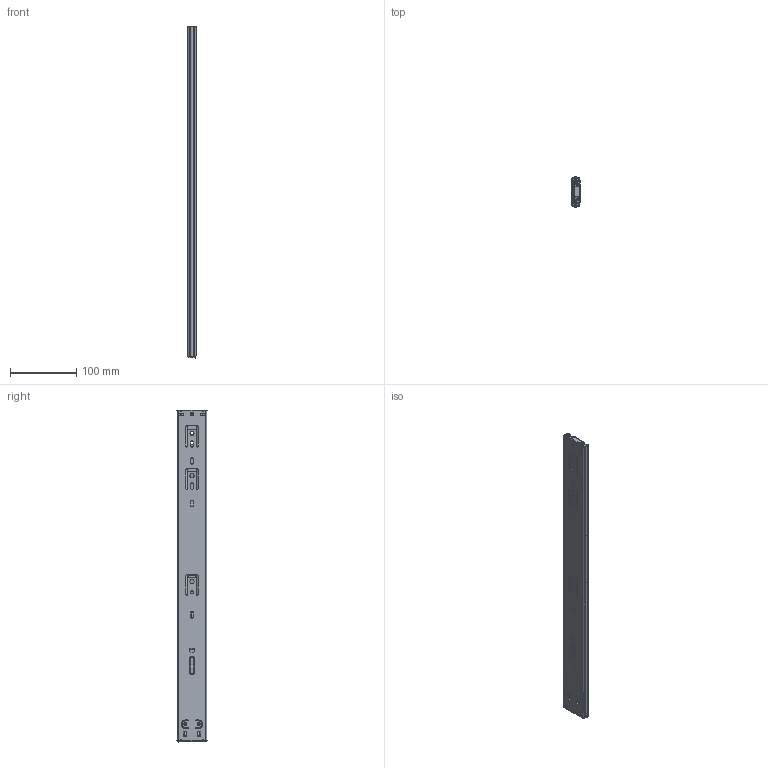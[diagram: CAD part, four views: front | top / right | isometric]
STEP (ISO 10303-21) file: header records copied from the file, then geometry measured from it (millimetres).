
FILE_DESCRIPTION (( 'STEP AP214' ), '1' );
FILE_NAME ('45#Ë«»º³å20´çclose.STEP', '2024-10-10T07:07:50', ( '' ), ( '' ), 'SwSTEP 2.0', 'SolidWorks 2016', '' );
FILE_SCHEMA (( 'AUTOMOTIVE_DESIGN' ));
Length unit declared in the file: millimetre
Products named in the file (13): 紩沭190; 45癹弇坶; 45#邧遣喳20渡close; 導邧1; 邧遣蝶諶; 詩紩4.72; 導邧粟; 45紩殤20渡; 45#邧遣喳囀寢20渡; 45中轨胶塞; 45#邧遣喳俋寢20渡; 導邧2; 45#邧遣喳笢寢20渡
Assembly tree (64 placements, depth 3):
  45#邧遣喳20渡close
    45#邧遣喳俋寢20渡
    45#邧遣喳笢寢20渡
    45#邧遣喳囀寢20渡
    45紩殤20渡
    詩紩4.72  x52
    紩沭190  x2
    導邧粟
      導邧1
      導邧2
    45中轨胶塞
    邧遣蝶諶
    45癹弇坶
Bounding box: 13.23 x 45.47 x 502.01 mm (x, y, z)
Volume: 114100.7 mm3; surface area: 193576.2 mm2
Topology: 69 solids, 69 shells, 3361 faces, 9436 edges, 5807 vertices
Faces by surface type: plane 1338, cylinder 1069, sphere 332, bspline 317, torus 270, cone 35
Entity records: 100216 total; most frequent: CARTESIAN_POINT 26900, ORIENTED_EDGE 15980, DIRECTION 14466, EDGE_CURVE 7990, AXIS2_PLACEMENT_3D 5139, VERTEX_POINT 5027, LINE 4188, VECTOR 4188
